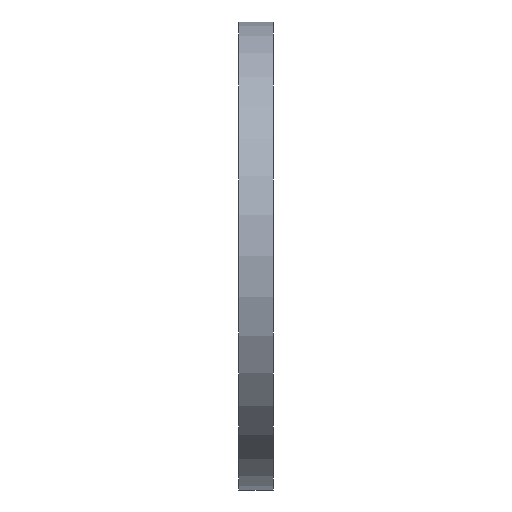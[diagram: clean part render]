
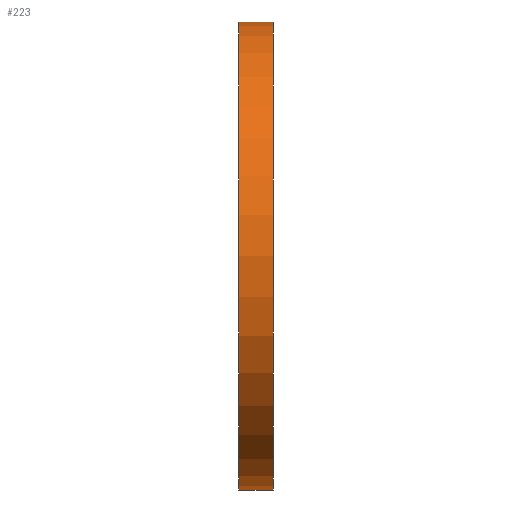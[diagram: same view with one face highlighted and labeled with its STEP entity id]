
A CAD part, front view. The second image highlights one B-rep face of the part: STEP entity #223.
In plain terms, the highlighted cylindrical face has radius 231.5 mm (diameter 463 mm), a partial arc.
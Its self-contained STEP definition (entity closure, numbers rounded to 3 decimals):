
#187 = VERTEX_POINT( '', #521 );
#195 = VERTEX_POINT( '', #530 );
#223 = ADVANCED_FACE( '', ( #562 ), #563, .T. );
#341 = VERTEX_POINT( '', #706 );
#351 = EDGE_CURVE( '', #187, #195, #718, .T. );
#429 = EDGE_CURVE( '', #435, #341, #813, .T. );
#435 = VERTEX_POINT( '', #819 );
#455 = EDGE_CURVE( '', #341, #187, #840, .T. );
#481 = EDGE_CURVE( '', #195, #435, #866, .T. );
#521 = CARTESIAN_POINT( '', ( 0., 0., -231.5 ) );
#530 = CARTESIAN_POINT( '', ( 34., 0., -231.5 ) );
#562 = FACE_OUTER_BOUND( '', #948, .T. );
#563 = CYLINDRICAL_SURFACE( '', #949, 231.5 );
#706 = CARTESIAN_POINT( '', ( 0., 0., 231.5 ) );
#718 = LINE( '', #1139, #1140 );
#813 = LINE( '', #1261, #1262 );
#819 = CARTESIAN_POINT( '', ( 34., 0., 231.5 ) );
#840 = CIRCLE( '', #1300, 231.5 );
#866 = CIRCLE( '', #1338, 231.5 );
#948 = EDGE_LOOP( '', ( #1427, #1428, #1429, #1430 ) );
#949 = AXIS2_PLACEMENT_3D( '', #1431, #1432, #1433 );
#1139 = CARTESIAN_POINT( '', ( 0., 0., -231.5 ) );
#1140 = VECTOR( '', #1642, 1. );
#1261 = CARTESIAN_POINT( '', ( 0., 0., 231.5 ) );
#1262 = VECTOR( '', #1750, 1. );
#1300 = AXIS2_PLACEMENT_3D( '', #1769, #1770, #1771 );
#1338 = AXIS2_PLACEMENT_3D( '', #1790, #1791, #1792 );
#1427 = ORIENTED_EDGE( '', *, *, #351, .T. );
#1428 = ORIENTED_EDGE( '', *, *, #481, .T. );
#1429 = ORIENTED_EDGE( '', *, *, #429, .T. );
#1430 = ORIENTED_EDGE( '', *, *, #455, .T. );
#1431 = CARTESIAN_POINT( '', ( 0., 0., 0. ) );
#1432 = DIRECTION( '', ( -1., 0., 0. ) );
#1433 = DIRECTION( '', ( 0., 0., -1. ) );
#1642 = DIRECTION( '', ( 1., 0., 0. ) );
#1750 = DIRECTION( '', ( -1., 0., 0. ) );
#1769 = CARTESIAN_POINT( '', ( 0., 0., 0. ) );
#1770 = DIRECTION( '', ( 1., 0., 0. ) );
#1771 = DIRECTION( '', ( 0., 0., -1. ) );
#1790 = CARTESIAN_POINT( '', ( 34., 0., 0. ) );
#1791 = DIRECTION( '', ( -1., 0., 0. ) );
#1792 = DIRECTION( '', ( 0., 0., -1. ) );
